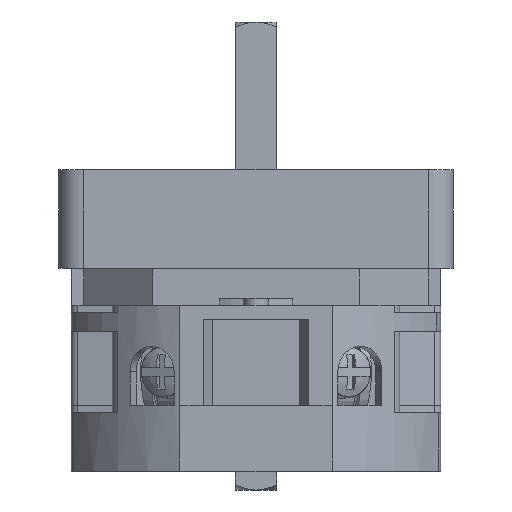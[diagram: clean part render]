
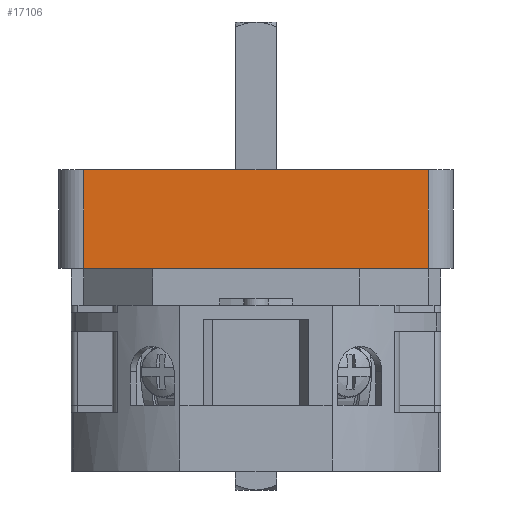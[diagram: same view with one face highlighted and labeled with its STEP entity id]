
A CAD part, front view. The second image highlights one B-rep face of the part: STEP entity #17106.
In plain terms, the highlighted planar face has unit normal (0, -1, 0).
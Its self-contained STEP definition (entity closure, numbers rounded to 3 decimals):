
#1492=DIRECTION('',(0.,0.,-1.));
#1493=VECTOR('',#1492,12.);
#1494=CARTESIAN_POINT('',(-21.,-24.,16.5));
#1495=LINE('',#1494,#1493);
#1496=DIRECTION('',(0.,0.,-1.));
#1497=VECTOR('',#1496,12.);
#1498=CARTESIAN_POINT('',(21.,-24.,16.5));
#1499=LINE('',#1498,#1497);
#1500=DIRECTION('',(1.,0.,0.));
#1501=VECTOR('',#1500,42.);
#1502=CARTESIAN_POINT('',(-21.,-24.,4.5));
#1503=LINE('',#1502,#1501);
#1539=DIRECTION('',(1.,0.,0.));
#1540=VECTOR('',#1539,42.);
#1541=CARTESIAN_POINT('',(-21.,-24.,16.5));
#1542=LINE('',#1541,#1540);
#13301=CARTESIAN_POINT('',(-21.,-24.,4.5));
#13303=VERTEX_POINT('',#13301);
#13307=CARTESIAN_POINT('',(-21.,-24.,16.5));
#13308=VERTEX_POINT('',#13307);
#13318=CARTESIAN_POINT('',(21.,-24.,4.5));
#13320=VERTEX_POINT('',#13318);
#13321=CARTESIAN_POINT('',(21.,-24.,16.5));
#13322=VERTEX_POINT('',#13321);
#17093=CARTESIAN_POINT('',(-24.,-24.,0.));
#17094=DIRECTION('',(0.,-1.,0.));
#17095=DIRECTION('',(1.,0.,0.));
#17096=AXIS2_PLACEMENT_3D('',#17093,#17094,#17095);
#17097=PLANE('',#17096);
#17099=ORIENTED_EDGE('',*,*,#17098,.F.);
#17101=ORIENTED_EDGE('',*,*,#17100,.T.);
#17102=ORIENTED_EDGE('',*,*,#17085,.T.);
#17103=ORIENTED_EDGE('',*,*,#17000,.F.);
#17104=EDGE_LOOP('',(#17099,#17101,#17102,#17103));
#17105=FACE_OUTER_BOUND('',#17104,.F.);
#17000=EDGE_CURVE('',#13303,#13320,#1503,.T.);
#17085=EDGE_CURVE('',#13322,#13320,#1499,.T.);
#17098=EDGE_CURVE('',#13308,#13303,#1495,.T.);
#17100=EDGE_CURVE('',#13308,#13322,#1542,.T.);
#17106=ADVANCED_FACE('',(#17105),#17097,.T.);
